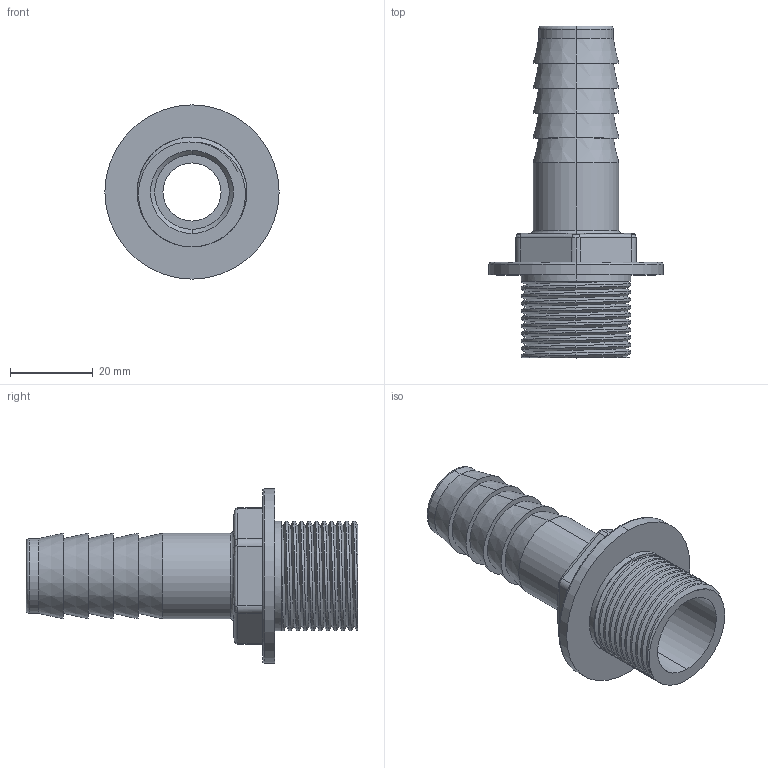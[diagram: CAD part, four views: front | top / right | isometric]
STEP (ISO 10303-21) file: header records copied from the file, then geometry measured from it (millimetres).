
FILE_DESCRIPTION (( 'STEP AP214' ), '1' );
FILE_NAME ('0.75X20ֱ.STEP', '2022-11-23T04:16:33', ( '' ), ( 'Microsoft' ), 'SwSTEP 2.0', 'SolidWorks 2014', '' );
FILE_SCHEMA (( 'AUTOMOTIVE_DESIGN' ));
Length unit declared in the file: millimetre
Products named in the file (1): 0.75X20ֱ
Bounding box: 42 x 80 x 42 mm (x, y, z)
Volume: 19596.2 mm3; surface area: 13460.6 mm2
Topology: 1 solids, 1 shells, 94 faces, 223 edges, 140 vertices
Faces by surface type: cylinder 43, plane 17, bspline 14, cone 12, torus 8
Entity records: 5002 total; most frequent: CARTESIAN_POINT 2971, ORIENTED_EDGE 446, DIRECTION 392, EDGE_CURVE 223, AXIS2_PLACEMENT_3D 163, VERTEX_POINT 140, EDGE_LOOP 105, FACE_OUTER_BOUND 94
